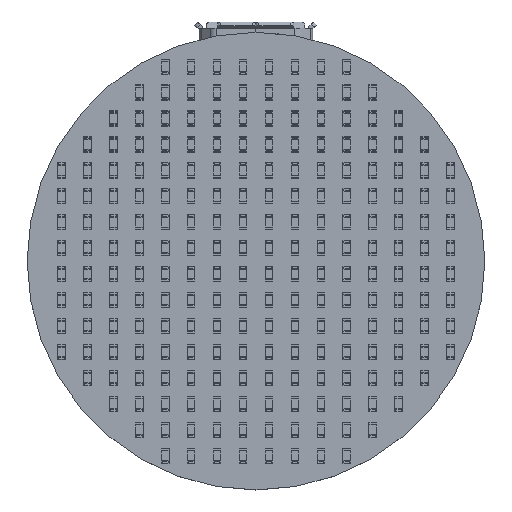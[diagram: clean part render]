
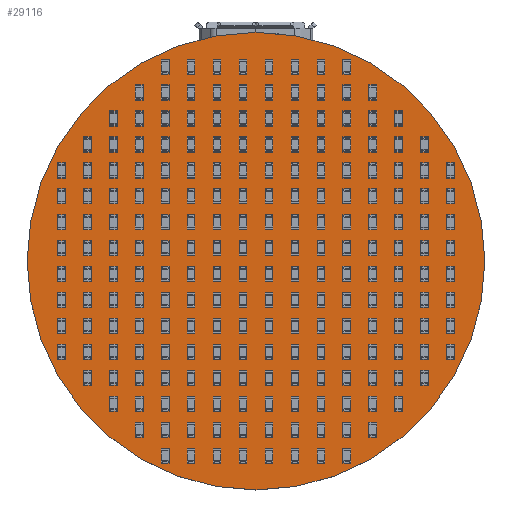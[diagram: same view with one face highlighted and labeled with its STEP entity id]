
A CAD part, top view. The second image highlights one B-rep face of the part: STEP entity #29116.
In plain terms, the highlighted planar face has unit normal (0, 0, 1).
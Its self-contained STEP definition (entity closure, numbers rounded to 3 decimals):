
#29081 = VERTEX_POINT('',#29082);
#29082 = CARTESIAN_POINT('',(15.,15.,1.6));
#29088 = EDGE_CURVE('',#29081,#29081,#29089,.T.);
#29089 = CIRCLE('',#29090,15.);
#29090 = AXIS2_PLACEMENT_3D('',#29091,#29092,#29093);
#29091 = CARTESIAN_POINT('',(0.,15.,1.6));
#29092 = DIRECTION('',(0.,0.,1.));
#29093 = DIRECTION('',(1.,0.,-0.));
#29116 = ADVANCED_FACE('',(#29117),#29120,.T.);
#29117 = FACE_BOUND('',#29118,.T.);
#29118 = EDGE_LOOP('',(#29119));
#29119 = ORIENTED_EDGE('',*,*,#29088,.T.);
#29120 = PLANE('',#29121);
#29121 = AXIS2_PLACEMENT_3D('',#29122,#29123,#29124);
#29122 = CARTESIAN_POINT('',(0.,0.,1.6));
#29123 = DIRECTION('',(0.,0.,1.));
#29124 = DIRECTION('',(1.,0.,-0.));
